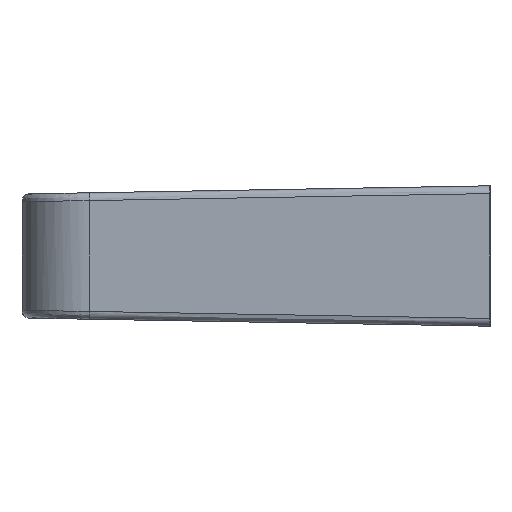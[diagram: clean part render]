
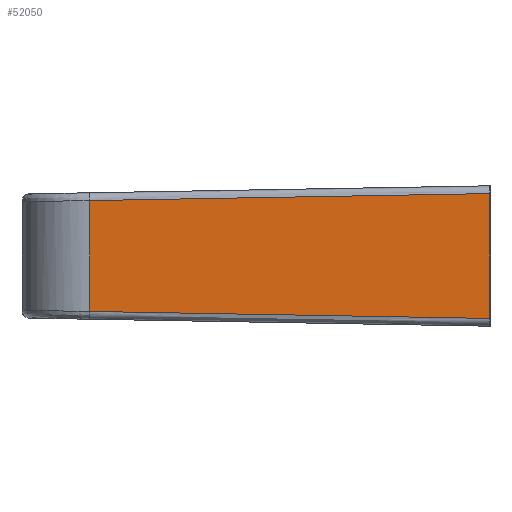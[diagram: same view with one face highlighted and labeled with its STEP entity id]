
A CAD part, left-side view. The second image highlights one B-rep face of the part: STEP entity #52050.
In plain terms, the highlighted planar face has unit normal (-0.999, 0.035, 0).
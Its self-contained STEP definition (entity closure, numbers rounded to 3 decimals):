
#47030=CARTESIAN_POINT('',(-6.,0.,-4.));
#47040=VERTEX_POINT('',#47030);
#47070=CARTESIAN_POINT('',(-6.,0.,0.));
#47080=DIRECTION('',(0.,0.,1.));
#47090=VECTOR('',#47080,1.);
#47100=LINE('',#47070,#47090);
#47110=CARTESIAN_POINT('',(-6.,0.,4.));
#47120=VERTEX_POINT('',#47110);
#47130=EDGE_CURVE('',#47040,#47120,#47100,.T.);
#50080=CARTESIAN_POINT('',(-5.104,25.657,
3.552));
#50090=VERTEX_POINT('',#50080);
#50540=CARTESIAN_POINT('',(-5.104,25.657,
-3.552));
#50550=VERTEX_POINT('',#50540);
#50580=CARTESIAN_POINT('',(-5.999,0.017,
-4.));
#50590=DIRECTION('',(-0.035,-0.999,
-0.017));
#50600=VECTOR('',#50590,1.);
#50610=LINE('',#50580,#50600);
#50620=EDGE_CURVE('',#50550,#47040,#50610,.T.);
#51840=CARTESIAN_POINT('',(-6.,0.,0.));
#51850=DIRECTION('',(-0.999,0.035,0.));
#51860=DIRECTION('',(0.035,0.999,0.));
#51870=AXIS2_PLACEMENT_3D('',#51840,#51850,#51860);
#51880=PLANE('',#51870);
#51890=CARTESIAN_POINT('',(-5.999,0.017,
4.));
#51900=DIRECTION('',(-0.035,-0.999,
0.017));
#51910=VECTOR('',#51900,1.);
#51920=LINE('',#51890,#51910);
#51930=EDGE_CURVE('',#50090,#47120,#51920,.T.);
#51940=ORIENTED_EDGE('',*,*,#51930,.F.);
#51950=ORIENTED_EDGE('',*,*,#47130,.T.);
#51960=ORIENTED_EDGE('',*,*,#50620,.T.);
#51970=CARTESIAN_POINT('',(-5.104,25.657,0.));
#51980=DIRECTION('',(0.,0.,1.));
#51990=VECTOR('',#51980,1.);
#52000=LINE('',#51970,#51990);
#52010=EDGE_CURVE('',#50550,#50090,#52000,.T.);
#52020=ORIENTED_EDGE('',*,*,#52010,.F.);
#52030=EDGE_LOOP('',(#52020,#51960,#51950,#51940));
#52040=FACE_OUTER_BOUND('',#52030,.T.);
#52050=ADVANCED_FACE('',(#52040),#51880,.T.);
